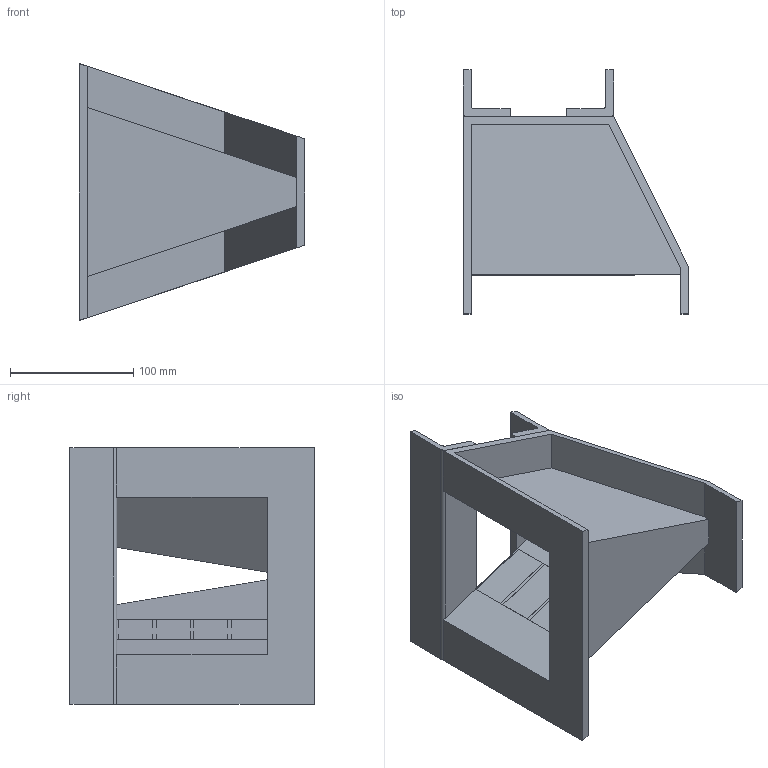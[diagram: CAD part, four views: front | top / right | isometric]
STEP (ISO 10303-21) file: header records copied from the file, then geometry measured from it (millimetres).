
FILE_DESCRIPTION (( 'STEP AP214' ), '1' );
FILE_NAME ('0.4HS Flume Assem1 no options.STEP', '2020-09-08T15:58:47', ( '' ), ( '' ), 'SwSTEP 2.0', 'SolidWorks 2020', '' );
FILE_SCHEMA (( 'AUTOMOTIVE_DESIGN' ));
Length unit declared in the file: inch
Products named in the file (3): Parshall Staff Gauge_English Staff Gauge - .4ft; 0.4HS Flume Assem1 no options; HS Flume_0.40'' HS FLUME
Assembly tree (2 placements, depth 2):
  0.4HS Flume Assem1 no options
    HS Flume_0.40'' HS FLUME
    Parshall Staff Gauge_English Staff Gauge - .4ft
Bounding box: 182.88 x 198.12 x 208.34 mm (x, y, z)
Volume: 713856.4 mm3; surface area: 250057.9 mm2
Topology: 4 solids, 4 shells, 62 faces, 160 edges, 106 vertices
Faces by surface type: plane 58, cylinder 4
Entity records: 2423 total; most frequent: CARTESIAN_POINT 357, ORIENTED_EDGE 320, DIRECTION 286, EDGE_CURVE 160, LINE 152, VECTOR 152, VERTEX_POINT 106, AXIS2_PLACEMENT_3D 67
